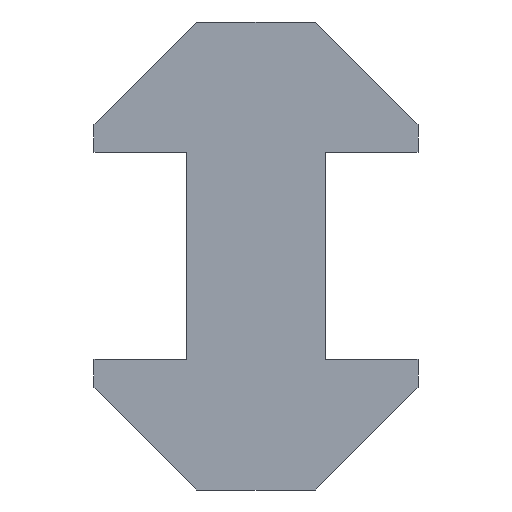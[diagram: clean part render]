
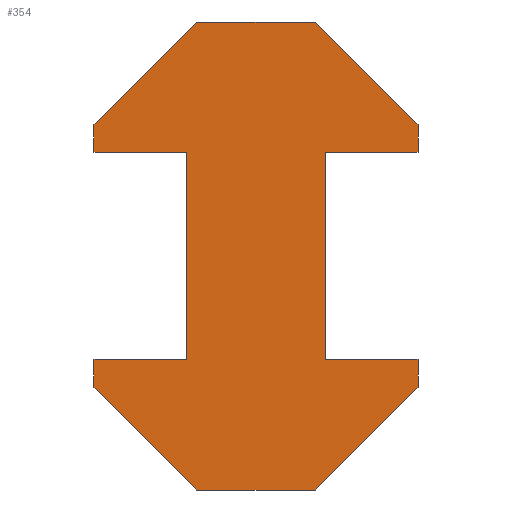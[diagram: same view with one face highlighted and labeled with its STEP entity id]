
A CAD part, front view. The second image highlights one B-rep face of the part: STEP entity #354.
In plain terms, the highlighted planar face has unit normal (0, -1, 0).
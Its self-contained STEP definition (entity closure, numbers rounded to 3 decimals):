
#59=CARTESIAN_POINT('',(-9.0,-20.0,-5.75));
#60=VERTEX_POINT('',#59);
#67=CARTESIAN_POINT('',(-3.85,-20.0,-5.75));
#68=VERTEX_POINT('',#67);
#69=CARTESIAN_POINT('',(-9.0,-20.0,-5.75));
#70=DIRECTION('',(1.0,0.0,0.0));
#71=VECTOR('',#70,5.15);
#72=LINE('',#69,#71);
#73=EDGE_CURVE('',#60,#68,#72,.T.);
#97=CARTESIAN_POINT('',(-9.0,-20.0,-7.3));
#98=VERTEX_POINT('',#97);
#105=CARTESIAN_POINT('',(-9.0,-20.0,-7.3));
#106=DIRECTION('',(0.0,0.0,1.0));
#107=VECTOR('',#106,1.55);
#108=LINE('',#105,#107);
#109=EDGE_CURVE('',#98,#60,#108,.T.);
#128=CARTESIAN_POINT('',(-3.3,-20.0,-13.));
#129=VERTEX_POINT('',#128);
#136=CARTESIAN_POINT('',(-3.3,-20.0,-13.));
#137=DIRECTION('',(-0.707,0.0,0.707));
#138=VECTOR('',#137,8.061);
#139=LINE('',#136,#138);
#140=EDGE_CURVE('',#129,#98,#139,.T.);
#159=CARTESIAN_POINT('',(3.3,-20.0,-13.));
#160=VERTEX_POINT('',#159);
#167=CARTESIAN_POINT('',(3.3,-20.0,-13.));
#168=DIRECTION('',(-1.0,0.0,0.0));
#169=VECTOR('',#168,6.6);
#170=LINE('',#167,#169);
#171=EDGE_CURVE('',#160,#129,#170,.T.);
#190=CARTESIAN_POINT('',(9.0,-20.0,-7.3));
#191=VERTEX_POINT('',#190);
#198=CARTESIAN_POINT('',(9.0,-20.0,-7.3));
#199=DIRECTION('',(-0.707,0.0,-0.707));
#200=VECTOR('',#199,8.061);
#201=LINE('',#198,#200);
#202=EDGE_CURVE('',#191,#160,#201,.T.);
#221=CARTESIAN_POINT('',(9.0,-20.0,-5.75));
#222=VERTEX_POINT('',#221);
#229=CARTESIAN_POINT('',(9.0,-20.0,-5.75));
#230=DIRECTION('',(0.0,0.0,-1.0));
#231=VECTOR('',#230,1.55);
#232=LINE('',#229,#231);
#233=EDGE_CURVE('',#222,#191,#232,.T.);
#252=CARTESIAN_POINT('',(3.85,-20.0,-5.75));
#253=VERTEX_POINT('',#252);
#260=CARTESIAN_POINT('',(3.85,-20.0,-5.75));
#261=DIRECTION('',(1.0,0.0,0.0));
#262=VECTOR('',#261,5.15);
#263=LINE('',#260,#262);
#264=EDGE_CURVE('',#253,#222,#263,.T.);
#270=CARTESIAN_POINT('',(0.,-20.0,6.543));
#271=DIRECTION('',(0.0,1.0,0.0));
#272=DIRECTION('',(0.0,0.0,1.0));
#273=AXIS2_PLACEMENT_3D('',#270,#271,#272);
#274=PLANE('',#273);
#275=CARTESIAN_POINT('',(-3.85,-20.0,5.75));
#276=VERTEX_POINT('',#275);
#277=CARTESIAN_POINT('',(-9.0,-20.0,5.75));
#278=VERTEX_POINT('',#277);
#279=CARTESIAN_POINT('',(-3.85,-20.0,5.75));
#280=DIRECTION('',(-1.0,0.0,0.0));
#281=VECTOR('',#280,5.15);
#282=LINE('',#279,#281);
#283=EDGE_CURVE('',#276,#278,#282,.T.);
#284=ORIENTED_EDGE('',*,*,#283,.F.);
#285=CARTESIAN_POINT('',(-3.85,-20.0,-5.75));
#286=DIRECTION('',(0.0,0.0,1.0));
#287=VECTOR('',#286,11.5);
#288=LINE('',#285,#287);
#289=EDGE_CURVE('',#68,#276,#288,.T.);
#290=ORIENTED_EDGE('',*,*,#289,.F.);
#291=ORIENTED_EDGE('',*,*,#73,.F.);
#292=ORIENTED_EDGE('',*,*,#109,.F.);
#293=ORIENTED_EDGE('',*,*,#140,.F.);
#294=ORIENTED_EDGE('',*,*,#171,.F.);
#295=ORIENTED_EDGE('',*,*,#202,.F.);
#296=ORIENTED_EDGE('',*,*,#233,.F.);
#297=ORIENTED_EDGE('',*,*,#264,.F.);
#298=CARTESIAN_POINT('',(3.85,-20.0,5.75));
#299=VERTEX_POINT('',#298);
#300=CARTESIAN_POINT('',(3.85,-20.0,5.75));
#301=DIRECTION('',(0.0,0.0,-1.0));
#302=VECTOR('',#301,11.5);
#303=LINE('',#300,#302);
#304=EDGE_CURVE('',#299,#253,#303,.T.);
#305=ORIENTED_EDGE('',*,*,#304,.F.);
#306=CARTESIAN_POINT('',(9.0,-20.0,5.75));
#307=VERTEX_POINT('',#306);
#308=CARTESIAN_POINT('',(9.0,-20.0,5.75));
#309=DIRECTION('',(-1.0,0.0,0.0));
#310=VECTOR('',#309,5.15);
#311=LINE('',#308,#310);
#312=EDGE_CURVE('',#307,#299,#311,.T.);
#313=ORIENTED_EDGE('',*,*,#312,.F.);
#314=CARTESIAN_POINT('',(9.0,-20.0,7.3));
#315=VERTEX_POINT('',#314);
#316=CARTESIAN_POINT('',(9.0,-20.0,7.3));
#317=DIRECTION('',(0.0,0.0,-1.0));
#318=VECTOR('',#317,1.55);
#319=LINE('',#316,#318);
#320=EDGE_CURVE('',#315,#307,#319,.T.);
#321=ORIENTED_EDGE('',*,*,#320,.F.);
#322=CARTESIAN_POINT('',(3.3,-20.0,13.));
#323=VERTEX_POINT('',#322);
#324=CARTESIAN_POINT('',(3.3,-20.0,13.));
#325=DIRECTION('',(0.707,0.0,-0.707));
#326=VECTOR('',#325,8.061);
#327=LINE('',#324,#326);
#328=EDGE_CURVE('',#323,#315,#327,.T.);
#329=ORIENTED_EDGE('',*,*,#328,.F.);
#330=CARTESIAN_POINT('',(-3.3,-20.0,13.));
#331=VERTEX_POINT('',#330);
#332=CARTESIAN_POINT('',(-3.3,-20.0,13.));
#333=DIRECTION('',(1.0,0.0,0.0));
#334=VECTOR('',#333,6.6);
#335=LINE('',#332,#334);
#336=EDGE_CURVE('',#331,#323,#335,.T.);
#337=ORIENTED_EDGE('',*,*,#336,.F.);
#338=CARTESIAN_POINT('',(-9.0,-20.0,7.3));
#339=VERTEX_POINT('',#338);
#340=CARTESIAN_POINT('',(-9.0,-20.0,7.3));
#341=DIRECTION('',(0.707,0.0,0.707));
#342=VECTOR('',#341,8.061);
#343=LINE('',#340,#342);
#344=EDGE_CURVE('',#339,#331,#343,.T.);
#345=ORIENTED_EDGE('',*,*,#344,.F.);
#346=CARTESIAN_POINT('',(-9.0,-20.0,5.75));
#347=DIRECTION('',(0.0,0.0,1.0));
#348=VECTOR('',#347,1.55);
#349=LINE('',#346,#348);
#350=EDGE_CURVE('',#278,#339,#349,.T.);
#351=ORIENTED_EDGE('',*,*,#350,.F.);
#352=EDGE_LOOP('',(#284,#290,#291,#292,#293,#294,#295,#296,#297,#305,#313,#321,#329,#337,#345,#351));
#353=FACE_OUTER_BOUND('',#352,.T.);
#354=ADVANCED_FACE('',(#353),#274,.F.);
